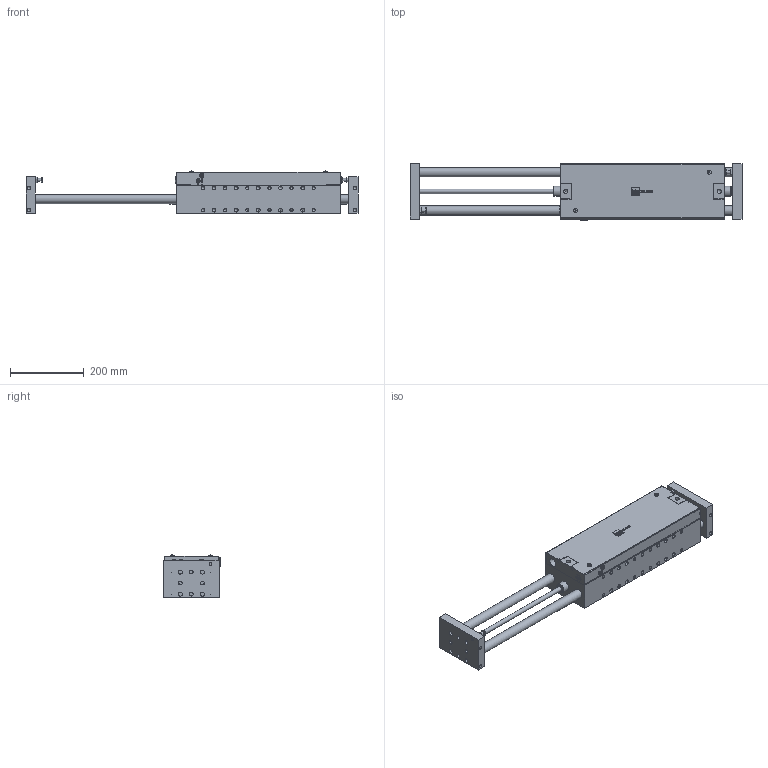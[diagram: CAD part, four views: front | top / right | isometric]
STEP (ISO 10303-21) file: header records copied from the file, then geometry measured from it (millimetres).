
FILE_DESCRIPTION((''),'2;1');
FILE_NAME('MSL5-360.stp','2012-10-01T15:52:36',('hartung_david'),(''),'Autodesk Inventor 2012','Autodesk Inventor 2012','');
FILE_SCHEMA(('AUTOMOTIVE_DESIGN { 1 0 10303 214 1 1 1 1 }'));
Length unit declared in the file: millimetre
Products named in the file (3): MSL5-360; MSL5-360-010; MSL5-360-020
Assembly tree (2 placements, depth 2):
  MSL5-360
    MSL5-360-010
    MSL5-360-020
Bounding box: 900 x 153.5 x 116.5 mm (x, y, z)
Volume: 8315260 mm3; surface area: 754945.7 mm2
Topology: 2 solids, 37 shells, 1349 faces, 3465 edges, 2309 vertices
Faces by surface type: plane 624, cylinder 298, bspline 263, cone 159, torus 5
Full cylindrical faces by diameter (mm): 3.7 x2, 4 x2, 4.917 x2, 6.5 x2, 6.917 x4, 7 x2, 8 x2, 8.376 x36, 8.5 x38, 8.8 x2, 8.917 x48, 9.5 x2, 10 x38, 11 x10, 11.4 x2, 11.445 x2, 11.5 x2, 12 x6, 13.6 x2, 14 x2, 15 x4, 17.4 x2, 18 x4, 19 x5, 20 x2, 23.376 x2, 25 x8, 27 x2, 38 x4, 39 x4
Entity records: 40130 total; most frequent: CARTESIAN_POINT 10463, ORIENTED_EDGE 5580, DIRECTION 5064, EDGE_CURVE 2790, VERTEX_POINT 2015, EDGE_LOOP 1967, AXIS2_PLACEMENT_3D 1787, VECTOR 1490
